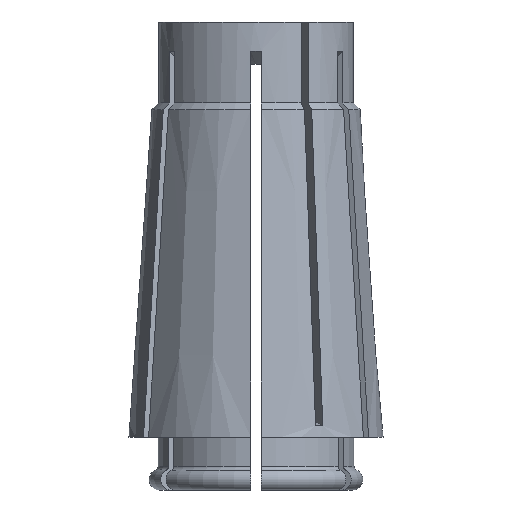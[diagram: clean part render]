
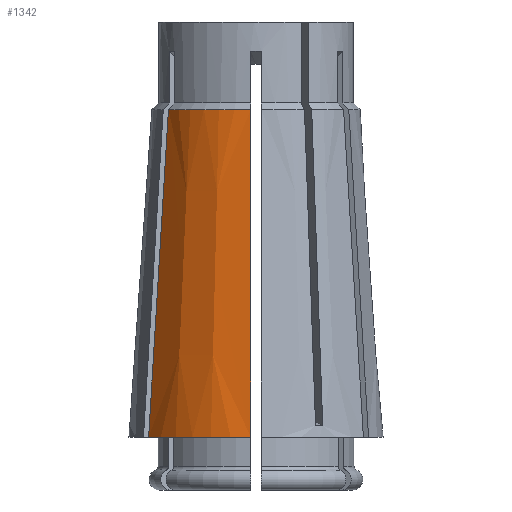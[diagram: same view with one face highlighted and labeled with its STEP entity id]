
A CAD part, front view. The second image highlights one B-rep face of the part: STEP entity #1342.
In plain terms, the highlighted conical face has half-angle 4 degrees and reference radius 12.25 mm.
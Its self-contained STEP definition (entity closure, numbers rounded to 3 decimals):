
#16 = VERTEX_POINT ( 'NONE', #1982 ) ;
#64 = VERTEX_POINT ( 'NONE', #2744 ) ;
#138 = CARTESIAN_POINT ( 'NONE',  ( -8.437, -5.449, -8.444 ) ) ;
#183 = EDGE_LOOP ( 'NONE', ( #2495, #1568, #4079, #1338 ) ) ;
#269 = CARTESIAN_POINT ( 'NONE',  ( -0.5, -11.951, -35.877 ) ) ;
#291 = CARTESIAN_POINT ( 'NONE',  ( 0., 0., -40. ) ) ;
#409 = DIRECTION ( 'NONE',  ( -1., 0., 0. ) ) ;
#578 = CIRCLE ( 'NONE', #1946, 10.044 ) ;
#600 = DIRECTION ( 'NONE',  ( 1., 0., 0. ) ) ;
#689 = DIRECTION ( 'NONE',  ( 1., 0., 0. ) ) ;
#736 = CARTESIAN_POINT ( 'NONE',  ( -0.5, -10.031, -8.444 ) ) ;
#1087 = CARTESIAN_POINT ( 'NONE',  ( 0., 0., -40. ) ) ;
#1206 = CARTESIAN_POINT ( 'NONE',  ( -8.965, -5.753, -17.153 ) ) ;
#1220 = CARTESIAN_POINT ( 'NONE',  ( -9.427, -6.02, -24.769 ) ) ;
#1222 = CIRCLE ( 'NONE', #1392, 12.25 ) ;
#1338 = ORIENTED_EDGE ( 'NONE', *, *, #2111, .F. ) ;
#1339 = VERTEX_POINT ( 'NONE', #736 ) ;
#1341 = DIRECTION ( 'NONE',  ( 0., 0., 1. ) ) ;
#1342 = ADVANCED_FACE ( 'NONE', ( #2143 ), #3782, .T. ) ;
#1392 = AXIS2_PLACEMENT_3D ( 'NONE', #291, #1341, #600 ) ;
#1501 = CARTESIAN_POINT ( 'NONE',  ( -8.613, -5.55, -11.347 ) ) ;
#1507 = B_SPLINE_CURVE_WITH_KNOTS ( 'NONE', 3,
 ( #2507, #4258, #1220, #1206, #3599, #1501, #138 ),
 .UNSPECIFIED., .F., .F.,
 ( 4, 3, 4 ),
 ( 0., 0.023, 0.032 ),
 .UNSPECIFIED. ) ;
#1568 = ORIENTED_EDGE ( 'NONE', *, *, #1937, .T. ) ;
#1879 = CARTESIAN_POINT ( 'NONE',  ( -0.5, -12.24, -40. ) ) ;
#1937 = EDGE_CURVE ( 'NONE', #4248, #64, #1222, .T. ) ;
#1946 = AXIS2_PLACEMENT_3D ( 'NONE', #4190, #2386, #689 ) ;
#1956 = CARTESIAN_POINT ( 'NONE',  ( -0.5, -12.144, -38.626 ) ) ;
#1982 = CARTESIAN_POINT ( 'NONE',  ( -8.437, -5.449, -8.444 ) ) ;
#2111 = EDGE_CURVE ( 'NONE', #16, #1339, #578, .T. ) ;
#2143 = FACE_OUTER_BOUND ( 'NONE', #183, .T. ) ;
#2220 = EDGE_CURVE ( 'NONE', #4248, #16, #1507, .T. ) ;
#2292 = CARTESIAN_POINT ( 'NONE',  ( -0.5, -12.048, -37.251 ) ) ;
#2337 = CARTESIAN_POINT ( 'NONE',  ( -0.5, -10.27, -11.86 ) ) ;
#2386 = DIRECTION ( 'NONE',  ( 0., 0., 1. ) ) ;
#2495 = ORIENTED_EDGE ( 'NONE', *, *, #2220, .F. ) ;
#2507 = CARTESIAN_POINT ( 'NONE',  ( -10.35, -6.553, -40. ) ) ;
#2744 = CARTESIAN_POINT ( 'NONE',  ( -0.5, -12.24, -40. ) ) ;
#2792 = CARTESIAN_POINT ( 'NONE',  ( -10.35, -6.553, -40. ) ) ;
#3324 = CARTESIAN_POINT ( 'NONE',  ( -0.5, -10.151, -10.152 ) ) ;
#3337 = CARTESIAN_POINT ( 'NONE',  ( -0.5, -10.91, -21.004 ) ) ;
#3350 = CARTESIAN_POINT ( 'NONE',  ( -0.5, -10.39, -13.568 ) ) ;
#3373 = AXIS2_PLACEMENT_3D ( 'NONE', #1087, #4232, #409 ) ;
#3599 = CARTESIAN_POINT ( 'NONE',  ( -8.789, -5.652, -14.25 ) ) ;
#3707 = CARTESIAN_POINT ( 'NONE',  ( -0.5, -11.431, -28.441 ) ) ;
#3782 = CONICAL_SURFACE ( 'NONE', #3373, 12.25, 0.07 ) ;
#3871 = EDGE_CURVE ( 'NONE', #64, #1339, #4463, .T. ) ;
#4079 = ORIENTED_EDGE ( 'NONE', *, *, #3871, .T. ) ;
#4190 = CARTESIAN_POINT ( 'NONE',  ( 0., 0., -8.444 ) ) ;
#4232 = DIRECTION ( 'NONE',  ( 0., 0., -1. ) ) ;
#4248 = VERTEX_POINT ( 'NONE', #2792 ) ;
#4258 = CARTESIAN_POINT ( 'NONE',  ( -9.889, -6.287, -32.384 ) ) ;
#4377 = CARTESIAN_POINT ( 'NONE',  ( -0.5, -10.031, -8.444 ) ) ;
#4463 = B_SPLINE_CURVE_WITH_KNOTS ( 'NONE', 3,
 ( #1879, #1956, #2292, #269, #3707, #3337, #3350, #2337, #3324, #4377 ),
 .UNSPECIFIED., .F., .F.,
 ( 4, 3, 3, 4 ),
 ( 0.018, 0.022, 0.045, 0.05 ),
 .UNSPECIFIED. ) ;
